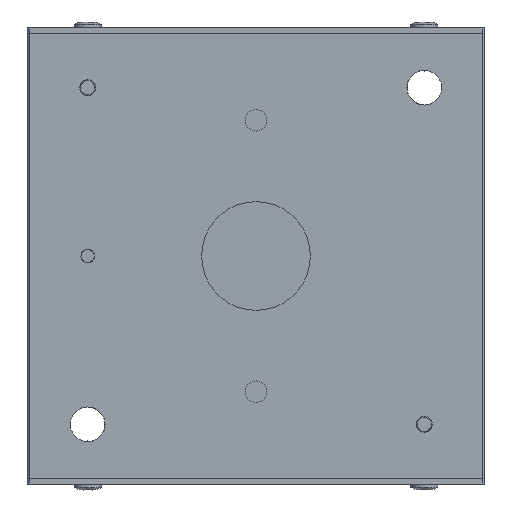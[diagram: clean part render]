
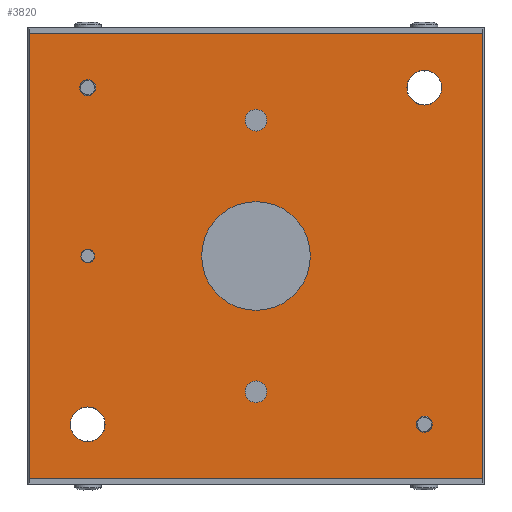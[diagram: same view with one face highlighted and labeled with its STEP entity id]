
A CAD part, front view. The second image highlights one B-rep face of the part: STEP entity #3820.
In plain terms, the highlighted planar face has unit normal (0, -1, 0).
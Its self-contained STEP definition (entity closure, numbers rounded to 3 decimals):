
#1949=CARTESIAN_POINT('',(-15.5,8.,-0.625));
#1950=VERTEX_POINT('',#1949);
#1951=CARTESIAN_POINT('',(-15.5,8.,0.));
#1952=DIRECTION('',(0.,-1.0,0.));
#1953=DIRECTION('',(0.,0.,-1.0));
#1954=AXIS2_PLACEMENT_3D('',#1951,#1952,#1953);
#1955=CIRCLE('',#1954,0.625);
#1956=EDGE_CURVE('',#1950,#1950,#1955,.T.);
#2047=CARTESIAN_POINT('',(-15.5,8.,16.25));
#2048=VERTEX_POINT('',#2047);
#2049=CARTESIAN_POINT('',(-15.5,8.,15.5));
#2050=DIRECTION('',(0.0,1.0,0.0));
#2051=DIRECTION('',(0.,0.0,1.0));
#2052=AXIS2_PLACEMENT_3D('',#2049,#2050,#2051);
#2053=CIRCLE('',#2052,0.75);
#2054=EDGE_CURVE('',#2048,#2048,#2053,.T.);
#2142=CARTESIAN_POINT('',(15.5,8.,-14.75));
#2143=VERTEX_POINT('',#2142);
#2144=CARTESIAN_POINT('',(15.5,8.,-15.5));
#2145=DIRECTION('',(0.0,1.0,0.0));
#2146=DIRECTION('',(0.,0.0,1.0));
#2147=AXIS2_PLACEMENT_3D('',#2144,#2145,#2146);
#2148=CIRCLE('',#2147,0.75);
#2149=EDGE_CURVE('',#2143,#2143,#2148,.T.);
#2170=CARTESIAN_POINT('',(0.0,8.,5.0));
#2171=VERTEX_POINT('',#2170);
#2172=CARTESIAN_POINT('',(0.,8.,0.));
#2173=DIRECTION('',(0.0,1.0,0.0));
#2174=DIRECTION('',(0.,0.0,1.0));
#2175=AXIS2_PLACEMENT_3D('',#2172,#2173,#2174);
#2176=CIRCLE('',#2175,5.0);
#2177=EDGE_CURVE('',#2171,#2171,#2176,.T.);
#2198=CARTESIAN_POINT('',(0.,8.,-11.5));
#2199=VERTEX_POINT('',#2198);
#2200=CARTESIAN_POINT('',(0.,8.,-12.5));
#2201=DIRECTION('',(0.0,1.0,0.0));
#2202=DIRECTION('',(0.,0.0,1.0));
#2203=AXIS2_PLACEMENT_3D('',#2200,#2201,#2202);
#2204=CIRCLE('',#2203,1.);
#2205=EDGE_CURVE('',#2199,#2199,#2204,.T.);
#2226=CARTESIAN_POINT('',(0.,8.,13.5));
#2227=VERTEX_POINT('',#2226);
#2228=CARTESIAN_POINT('',(0.,8.,12.5));
#2229=DIRECTION('',(0.0,1.0,0.0));
#2230=DIRECTION('',(0.,0.0,1.0));
#2231=AXIS2_PLACEMENT_3D('',#2228,#2229,#2230);
#2232=CIRCLE('',#2231,1.);
#2233=EDGE_CURVE('',#2227,#2227,#2232,.T.);
#2625=CARTESIAN_POINT('',(15.5,8.,13.9));
#2626=VERTEX_POINT('',#2625);
#2627=CARTESIAN_POINT('',(15.5,8.,15.5));
#2628=DIRECTION('',(0.,-1.0,0.));
#2629=DIRECTION('',(0.,0.,-1.0));
#2630=AXIS2_PLACEMENT_3D('',#2627,#2628,#2629);
#2631=CIRCLE('',#2630,1.6);
#2632=EDGE_CURVE('',#2626,#2626,#2631,.T.);
#2882=CARTESIAN_POINT('',(-15.5,8.,-17.1));
#2883=VERTEX_POINT('',#2882);
#2884=CARTESIAN_POINT('',(-15.5,8.,-15.5));
#2885=DIRECTION('',(0.,-1.0,0.));
#2886=DIRECTION('',(0.,0.0,-1.0));
#2887=AXIS2_PLACEMENT_3D('',#2884,#2885,#2886);
#2888=CIRCLE('',#2887,1.6);
#2889=EDGE_CURVE('',#2883,#2883,#2888,.T.);
#3757=CARTESIAN_POINT('',(22.99,8.,-22.55));
#3758=DIRECTION('',(0.0,-1.0,0.0));
#3759=DIRECTION('',(0.0,0.0,1.0));
#3760=AXIS2_PLACEMENT_3D('',#3757,#3758,#3759);
#3761=PLANE('',#3760);
#3762=CARTESIAN_POINT('',(-20.9,8.,20.5));
#3763=VERTEX_POINT('',#3762);
#3764=CARTESIAN_POINT('',(20.9,8.,20.5));
#3765=VERTEX_POINT('',#3764);
#3766=CARTESIAN_POINT('',(-20.9,8.,20.5));
#3767=DIRECTION('',(1.0,0.0,0.0));
#3768=VECTOR('',#3767,1.0);
#3769=LINE('',#3766,#3768);
#3770=EDGE_CURVE('',#3763,#3765,#3769,.T.);
#3771=ORIENTED_EDGE('',*,*,#3770,.F.);
#3772=CARTESIAN_POINT('',(-20.9,8.,-20.5));
#3773=VERTEX_POINT('',#3772);
#3774=CARTESIAN_POINT('',(-20.9,8.,-20.5));
#3775=DIRECTION('',(0.0,0.0,1.0));
#3776=VECTOR('',#3775,1.0);
#3777=LINE('',#3774,#3776);
#3778=EDGE_CURVE('',#3773,#3763,#3777,.T.);
#3779=ORIENTED_EDGE('',*,*,#3778,.F.);
#3780=CARTESIAN_POINT('',(20.9,8.,-20.5));
#3781=VERTEX_POINT('',#3780);
#3782=CARTESIAN_POINT('',(-20.9,8.,-20.5));
#3783=DIRECTION('',(1.0,0.0,0.0));
#3784=VECTOR('',#3783,1.0);
#3785=LINE('',#3782,#3784);
#3786=EDGE_CURVE('',#3773,#3781,#3785,.T.);
#3787=ORIENTED_EDGE('',*,*,#3786,.T.);
#3788=CARTESIAN_POINT('',(20.9,8.,20.5));
#3789=DIRECTION('',(0.0,0.0,-1.0));
#3790=VECTOR('',#3789,1.0);
#3791=LINE('',#3788,#3790);
#3792=EDGE_CURVE('',#3765,#3781,#3791,.T.);
#3793=ORIENTED_EDGE('',*,*,#3792,.F.);
#3794=EDGE_LOOP('',(#3771,#3779,#3787,#3793));
#3795=FACE_OUTER_BOUND('',#3794,.T.);
#3796=ORIENTED_EDGE('',*,*,#2054,.T.);
#3797=EDGE_LOOP('',(#3796));
#3798=FACE_BOUND('',#3797,.T.);
#3799=ORIENTED_EDGE('',*,*,#1956,.F.);
#3800=EDGE_LOOP('',(#3799));
#3801=FACE_BOUND('',#3800,.T.);
#3802=ORIENTED_EDGE('',*,*,#2889,.F.);
#3803=EDGE_LOOP('',(#3802));
#3804=FACE_BOUND('',#3803,.T.);
#3805=ORIENTED_EDGE('',*,*,#2233,.T.);
#3806=EDGE_LOOP('',(#3805));
#3807=FACE_BOUND('',#3806,.T.);
#3808=ORIENTED_EDGE('',*,*,#2205,.T.);
#3809=EDGE_LOOP('',(#3808));
#3810=FACE_BOUND('',#3809,.T.);
#3811=ORIENTED_EDGE('',*,*,#2177,.T.);
#3812=EDGE_LOOP('',(#3811));
#3813=FACE_BOUND('',#3812,.T.);
#3814=ORIENTED_EDGE('',*,*,#2149,.T.);
#3815=EDGE_LOOP('',(#3814));
#3816=FACE_BOUND('',#3815,.T.);
#3817=ORIENTED_EDGE('',*,*,#2632,.F.);
#3818=EDGE_LOOP('',(#3817));
#3819=FACE_BOUND('',#3818,.T.);
#3820=ADVANCED_FACE('',(#3795,#3798,#3801,#3804,#3807,#3810,#3813,#3816,#3819),#3761,.T.);
